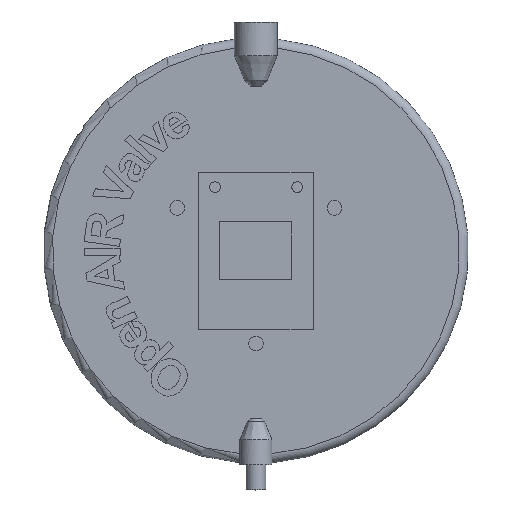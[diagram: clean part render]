
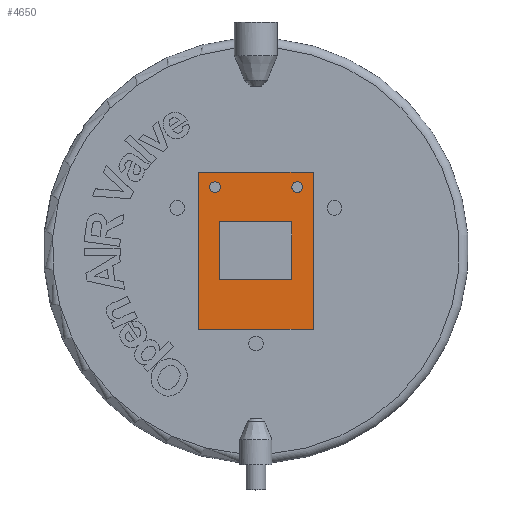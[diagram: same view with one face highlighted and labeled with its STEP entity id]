
A CAD part, top view. The second image highlights one B-rep face of the part: STEP entity #4650.
In plain terms, the highlighted planar face has unit normal (0, 0, 1).
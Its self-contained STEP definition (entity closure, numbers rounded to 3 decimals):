
#44=FACE_BOUND('',#815,.T.);
#45=FACE_BOUND('',#816,.T.);
#46=FACE_BOUND('',#817,.T.);
#284=PLANE('',#4820);
#535=FACE_OUTER_BOUND('',#814,.T.);
#814=EDGE_LOOP('',(#4346,#4347,#4348,#4349));
#815=EDGE_LOOP('',(#4350,#4351,#4352,#4353));
#816=EDGE_LOOP('',(#4354));
#817=EDGE_LOOP('',(#4355));
#855=CIRCLE('',#4813,1.5);
#856=CIRCLE('',#4815,1.5);
#1217=LINE('',#9210,#1599);
#1221=LINE('',#9218,#1603);
#1224=LINE('',#9224,#1606);
#1227=LINE('',#9229,#1609);
#1232=LINE('',#9244,#1614);
#1235=LINE('',#9249,#1617);
#1237=LINE('',#9253,#1619);
#1238=LINE('',#9255,#1620);
#1599=VECTOR('',#5455,10.);
#1603=VECTOR('',#5461,10.);
#1606=VECTOR('',#5466,10.);
#1609=VECTOR('',#5471,10.);
#1614=VECTOR('',#5488,10.);
#1617=VECTOR('',#5493,10.);
#1619=VECTOR('',#5497,10.);
#1620=VECTOR('',#5500,10.);
#2334=VERTEX_POINT('',#9208);
#2335=VERTEX_POINT('',#9209);
#2338=VERTEX_POINT('',#9217);
#2340=VERTEX_POINT('',#9223);
#2342=VERTEX_POINT('',#9233);
#2343=VERTEX_POINT('',#9237);
#2344=VERTEX_POINT('',#9241);
#2345=VERTEX_POINT('',#9243);
#2346=VERTEX_POINT('',#9247);
#2347=VERTEX_POINT('',#9251);
#3001=EDGE_CURVE('',#2334,#2335,#1217,.T.);
#3005=EDGE_CURVE('',#2335,#2338,#1221,.T.);
#3008=EDGE_CURVE('',#2338,#2340,#1224,.T.);
#3011=EDGE_CURVE('',#2340,#2334,#1227,.T.);
#3014=EDGE_CURVE('',#2342,#2342,#855,.T.);
#3016=EDGE_CURVE('',#2343,#2343,#856,.T.);
#3018=EDGE_CURVE('',#2344,#2345,#1232,.T.);
#3021=EDGE_CURVE('',#2346,#2344,#1235,.T.);
#3023=EDGE_CURVE('',#2347,#2346,#1237,.T.);
#3024=EDGE_CURVE('',#2345,#2347,#1238,.T.);
#4346=ORIENTED_EDGE('',*,*,#3024,.F.);
#4347=ORIENTED_EDGE('',*,*,#3018,.F.);
#4348=ORIENTED_EDGE('',*,*,#3021,.F.);
#4349=ORIENTED_EDGE('',*,*,#3023,.F.);
#4350=ORIENTED_EDGE('',*,*,#3001,.T.);
#4351=ORIENTED_EDGE('',*,*,#3005,.T.);
#4352=ORIENTED_EDGE('',*,*,#3008,.T.);
#4353=ORIENTED_EDGE('',*,*,#3011,.T.);
#4354=ORIENTED_EDGE('',*,*,#3014,.T.);
#4355=ORIENTED_EDGE('',*,*,#3016,.T.);
#4650=ADVANCED_FACE('',(#535,#44,#45,#46),#284,.F.);
#4813=AXIS2_PLACEMENT_3D('',#9235,#5478,#5479);
#4815=AXIS2_PLACEMENT_3D('',#9239,#5483,#5484);
#4820=AXIS2_PLACEMENT_3D('',#9256,#5501,#5502);
#5455=DIRECTION('',(0.,1.,0.));
#5461=DIRECTION('',(1.,0.,0.));
#5466=DIRECTION('',(0.,-1.,0.));
#5471=DIRECTION('',(-1.,0.,0.));
#5478=DIRECTION('center_axis',(0.,0.,-1.));
#5479=DIRECTION('ref_axis',(-1.,0.,0.));
#5483=DIRECTION('center_axis',(0.,0.,-1.));
#5484=DIRECTION('ref_axis',(-1.,0.,0.));
#5488=DIRECTION('',(1.,0.,0.));
#5493=DIRECTION('',(0.,1.,0.));
#5497=DIRECTION('',(-1.,0.,0.));
#5500=DIRECTION('',(0.,-1.,0.));
#5501=DIRECTION('center_axis',(0.,0.,-1.));
#5502=DIRECTION('ref_axis',(-1.,0.,0.));
#9208=CARTESIAN_POINT('',(-10.081,-8.051,4.));
#9209=CARTESIAN_POINT('',(-10.081,8.051,4.));
#9210=CARTESIAN_POINT('',(-10.081,4.026,4.));
#9217=CARTESIAN_POINT('',(10.081,8.051,4.));
#9218=CARTESIAN_POINT('',(5.041,8.051,4.));
#9223=CARTESIAN_POINT('',(10.081,-8.051,4.));
#9224=CARTESIAN_POINT('',(10.081,-4.026,4.));
#9229=CARTESIAN_POINT('',(-5.041,-8.051,4.));
#9233=CARTESIAN_POINT('',(-9.943,17.789,4.));
#9235=CARTESIAN_POINT('Origin',(-11.443,17.789,4.));
#9237=CARTESIAN_POINT('',(13.057,17.789,4.));
#9239=CARTESIAN_POINT('Origin',(11.557,17.789,4.));
#9241=CARTESIAN_POINT('',(-16.,22.,4.));
#9243=CARTESIAN_POINT('',(16.,22.,4.));
#9244=CARTESIAN_POINT('',(16.,22.,4.));
#9247=CARTESIAN_POINT('',(-16.,-22.,4.));
#9249=CARTESIAN_POINT('',(-16.,22.,4.));
#9251=CARTESIAN_POINT('',(16.,-22.,4.));
#9253=CARTESIAN_POINT('',(-16.,-22.,4.));
#9255=CARTESIAN_POINT('',(16.,-22.,4.));
#9256=CARTESIAN_POINT('Origin',(0.,0.,4.));
